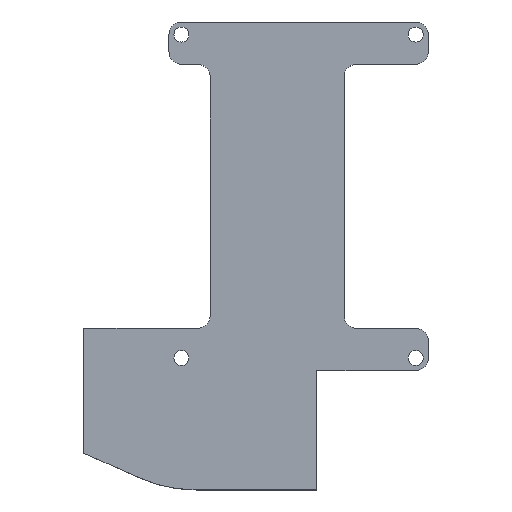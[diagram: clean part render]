
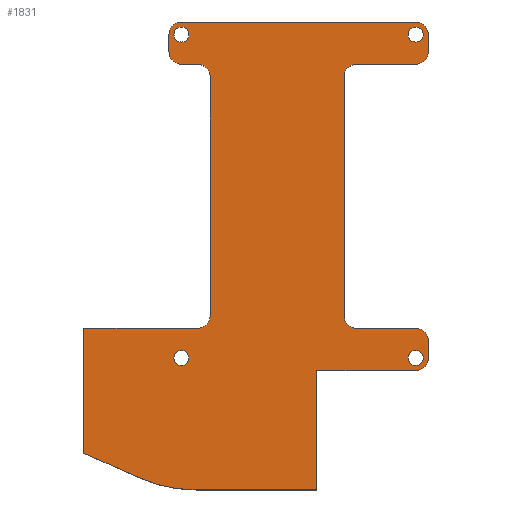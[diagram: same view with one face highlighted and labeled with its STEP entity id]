
A CAD part, top view. The second image highlights one B-rep face of the part: STEP entity #1831.
In plain terms, the highlighted planar face has unit normal (0, 0, 1).
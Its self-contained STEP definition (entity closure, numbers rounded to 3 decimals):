
#19=FACE_BOUND('',#271,.T.);
#20=FACE_BOUND('',#272,.T.);
#21=FACE_BOUND('',#273,.T.);
#22=FACE_BOUND('',#274,.T.);
#84=PLANE('',#2000);
#175=FACE_OUTER_BOUND('',#270,.T.);
#270=EDGE_LOOP('',(#1682,#1683,#1684,#1685,#1686,#1687,#1688,#1689,#1690,
#1691,#1692,#1693,#1694,#1695,#1696,#1697,#1698,#1699,#1700,#1701,#1702,
#1703,#1704,#1705,#1706,#1707));
#271=EDGE_LOOP('',(#1708));
#272=EDGE_LOOP('',(#1709));
#273=EDGE_LOOP('',(#1710));
#274=EDGE_LOOP('',(#1711));
#293=LINE('',#2584,#494);
#298=LINE('',#2595,#499);
#300=LINE('',#2600,#501);
#304=LINE('',#2610,#505);
#308=LINE('',#2619,#509);
#311=LINE('',#2627,#512);
#315=LINE('',#2637,#516);
#324=LINE('',#2678,#525);
#467=LINE('',#3029,#668);
#468=LINE('',#3031,#669);
#469=LINE('',#3033,#670);
#470=LINE('',#3036,#671);
#472=LINE('',#3039,#673);
#473=LINE('',#3042,#674);
#475=LINE('',#3045,#676);
#494=VECTOR('',#2057,10.);
#499=VECTOR('',#2068,10.);
#501=VECTOR('',#2072,10.);
#505=VECTOR('',#2082,10.);
#509=VECTOR('',#2092,10.);
#512=VECTOR('',#2101,10.);
#516=VECTOR('',#2111,10.);
#525=VECTOR('',#2156,10.);
#668=VECTOR('',#2491,10.);
#669=VECTOR('',#2494,10.);
#670=VECTOR('',#2497,10.);
#671=VECTOR('',#2500,10.);
#673=VECTOR('',#2504,10.);
#674=VECTOR('',#2507,10.);
#676=VECTOR('',#2511,10.);
#677=CIRCLE('',#1847,2.25);
#692=CIRCLE('',#1865,2.25);
#693=CIRCLE('',#1869,2.25);
#694=CIRCLE('',#1872,2.25);
#695=CIRCLE('',#1875,2.25);
#696=CIRCLE('',#1878,2.25);
#697=CIRCLE('',#1881,2.25);
#698=CIRCLE('',#1883,1.35);
#700=CIRCLE('',#1886,1.35);
#702=CIRCLE('',#1889,1.35);
#704=CIRCLE('',#1892,1.35);
#706=CIRCLE('',#1895,25.);
#736=CIRCLE('',#1983,2.25);
#738=CIRCLE('',#1987,2.25);
#740=CIRCLE('',#1991,2.25);
#741=VERTEX_POINT('',#2516);
#742=VERTEX_POINT('',#2517);
#773=VERTEX_POINT('',#2583);
#774=VERTEX_POINT('',#2587);
#775=VERTEX_POINT('',#2588);
#776=VERTEX_POINT('',#2593);
#777=VERTEX_POINT('',#2597);
#778=VERTEX_POINT('',#2599);
#779=VERTEX_POINT('',#2603);
#780=VERTEX_POINT('',#2604);
#781=VERTEX_POINT('',#2609);
#782=VERTEX_POINT('',#2613);
#783=VERTEX_POINT('',#2617);
#784=VERTEX_POINT('',#2621);
#785=VERTEX_POINT('',#2625);
#786=VERTEX_POINT('',#2629);
#787=VERTEX_POINT('',#2631);
#788=VERTEX_POINT('',#2635);
#789=VERTEX_POINT('',#2641);
#791=VERTEX_POINT('',#2647);
#793=VERTEX_POINT('',#2653);
#795=VERTEX_POINT('',#2659);
#797=VERTEX_POINT('',#2665);
#798=VERTEX_POINT('',#2666);
#802=VERTEX_POINT('',#2676);
#910=VERTEX_POINT('',#3008);
#912=VERTEX_POINT('',#3016);
#914=VERTEX_POINT('',#3024);
#915=VERTEX_POINT('',#3035);
#916=VERTEX_POINT('',#3041);
#917=EDGE_CURVE('',#741,#742,#677,.T.);
#950=EDGE_CURVE('',#773,#742,#293,.T.);
#952=EDGE_CURVE('',#774,#775,#692,.T.);
#956=EDGE_CURVE('',#774,#776,#298,.T.);
#958=EDGE_CURVE('',#778,#777,#300,.T.);
#960=EDGE_CURVE('',#779,#780,#693,.T.);
#963=EDGE_CURVE('',#781,#780,#304,.T.);
#966=EDGE_CURVE('',#782,#776,#694,.T.);
#968=EDGE_CURVE('',#782,#783,#308,.T.);
#970=EDGE_CURVE('',#784,#783,#695,.T.);
#972=EDGE_CURVE('',#784,#785,#311,.T.);
#974=EDGE_CURVE('',#786,#787,#696,.T.);
#977=EDGE_CURVE('',#786,#788,#315,.T.);
#978=EDGE_CURVE('',#781,#788,#697,.T.);
#979=EDGE_CURVE('',#789,#789,#698,.T.);
#982=EDGE_CURVE('',#791,#791,#700,.T.);
#985=EDGE_CURVE('',#793,#793,#702,.T.);
#988=EDGE_CURVE('',#795,#795,#704,.T.);
#991=EDGE_CURVE('',#797,#798,#706,.T.);
#997=EDGE_CURVE('',#797,#802,#324,.T.);
#1163=EDGE_CURVE('',#773,#910,#736,.T.);
#1167=EDGE_CURVE('',#778,#912,#738,.T.);
#1172=EDGE_CURVE('',#914,#777,#740,.T.);
#1173=EDGE_CURVE('',#914,#775,#467,.T.);
#1174=EDGE_CURVE('',#779,#912,#468,.T.);
#1175=EDGE_CURVE('',#741,#787,#469,.T.);
#1176=EDGE_CURVE('',#915,#910,#470,.T.);
#1178=EDGE_CURVE('',#802,#915,#472,.T.);
#1179=EDGE_CURVE('',#916,#798,#473,.T.);
#1181=EDGE_CURVE('',#785,#916,#475,.T.);
#1682=ORIENTED_EDGE('',*,*,#917,.F.);
#1683=ORIENTED_EDGE('',*,*,#1175,.T.);
#1684=ORIENTED_EDGE('',*,*,#974,.F.);
#1685=ORIENTED_EDGE('',*,*,#977,.T.);
#1686=ORIENTED_EDGE('',*,*,#978,.F.);
#1687=ORIENTED_EDGE('',*,*,#963,.T.);
#1688=ORIENTED_EDGE('',*,*,#960,.F.);
#1689=ORIENTED_EDGE('',*,*,#1174,.T.);
#1690=ORIENTED_EDGE('',*,*,#1167,.F.);
#1691=ORIENTED_EDGE('',*,*,#958,.T.);
#1692=ORIENTED_EDGE('',*,*,#1172,.F.);
#1693=ORIENTED_EDGE('',*,*,#1173,.T.);
#1694=ORIENTED_EDGE('',*,*,#952,.F.);
#1695=ORIENTED_EDGE('',*,*,#956,.T.);
#1696=ORIENTED_EDGE('',*,*,#966,.F.);
#1697=ORIENTED_EDGE('',*,*,#968,.T.);
#1698=ORIENTED_EDGE('',*,*,#970,.F.);
#1699=ORIENTED_EDGE('',*,*,#972,.T.);
#1700=ORIENTED_EDGE('',*,*,#1181,.T.);
#1701=ORIENTED_EDGE('',*,*,#1179,.T.);
#1702=ORIENTED_EDGE('',*,*,#991,.F.);
#1703=ORIENTED_EDGE('',*,*,#997,.T.);
#1704=ORIENTED_EDGE('',*,*,#1178,.T.);
#1705=ORIENTED_EDGE('',*,*,#1176,.T.);
#1706=ORIENTED_EDGE('',*,*,#1163,.F.);
#1707=ORIENTED_EDGE('',*,*,#950,.T.);
#1708=ORIENTED_EDGE('',*,*,#979,.T.);
#1709=ORIENTED_EDGE('',*,*,#982,.T.);
#1710=ORIENTED_EDGE('',*,*,#985,.T.);
#1711=ORIENTED_EDGE('',*,*,#988,.T.);
#1831=ADVANCED_FACE('',(#175,#19,#20,#21,#22),#84,.T.);
#1847=AXIS2_PLACEMENT_3D('',#2518,#2005,#2006);
#1865=AXIS2_PLACEMENT_3D('',#2589,#2061,#2062);
#1869=AXIS2_PLACEMENT_3D('',#2605,#2076,#2077);
#1872=AXIS2_PLACEMENT_3D('',#2615,#2087,#2088);
#1875=AXIS2_PLACEMENT_3D('',#2623,#2096,#2097);
#1878=AXIS2_PLACEMENT_3D('',#2632,#2105,#2106);
#1881=AXIS2_PLACEMENT_3D('',#2639,#2114,#2115);
#1883=AXIS2_PLACEMENT_3D('',#2642,#2118,#2119);
#1886=AXIS2_PLACEMENT_3D('',#2648,#2125,#2126);
#1889=AXIS2_PLACEMENT_3D('',#2654,#2132,#2133);
#1892=AXIS2_PLACEMENT_3D('',#2660,#2139,#2140);
#1895=AXIS2_PLACEMENT_3D('',#2667,#2146,#2147);
#1983=AXIS2_PLACEMENT_3D('',#3009,#2464,#2465);
#1987=AXIS2_PLACEMENT_3D('',#3017,#2474,#2475);
#1991=AXIS2_PLACEMENT_3D('',#3026,#2485,#2486);
#2000=AXIS2_PLACEMENT_3D('',#3046,#2512,#2513);
#2005=DIRECTION('center_axis',(0.,0.,-1.));
#2006=DIRECTION('ref_axis',(0.707,0.707,0.));
#2057=DIRECTION('',(0.,1.,0.));
#2061=DIRECTION('center_axis',(0.,0.,-1.));
#2062=DIRECTION('ref_axis',(-0.707,-0.707,0.));
#2068=DIRECTION('',(1.,0.,0.));
#2072=DIRECTION('',(-1.,0.,0.));
#2076=DIRECTION('center_axis',(0.,0.,-1.));
#2077=DIRECTION('ref_axis',(0.707,-0.707,0.));
#2082=DIRECTION('',(1.,0.,0.));
#2087=DIRECTION('center_axis',(0.,0.,1.));
#2088=DIRECTION('ref_axis',(0.707,0.707,0.));
#2092=DIRECTION('',(0.,-1.,0.));
#2096=DIRECTION('center_axis',(0.,0.,1.));
#2097=DIRECTION('ref_axis',(0.707,-0.707,0.));
#2101=DIRECTION('',(-1.,0.,0.));
#2105=DIRECTION('center_axis',(0.,0.,1.));
#2106=DIRECTION('ref_axis',(-0.707,-0.707,0.));
#2111=DIRECTION('',(0.,1.,0.));
#2114=DIRECTION('center_axis',(0.,0.,1.));
#2115=DIRECTION('ref_axis',(-0.707,0.707,0.));
#2118=DIRECTION('center_axis',(0.,0.,-1.));
#2119=DIRECTION('ref_axis',(1.,0.,0.));
#2125=DIRECTION('center_axis',(0.,0.,-1.));
#2126=DIRECTION('ref_axis',(1.,0.,0.));
#2132=DIRECTION('center_axis',(0.,0.,-1.));
#2133=DIRECTION('ref_axis',(1.,0.,0.));
#2139=DIRECTION('center_axis',(0.,0.,-1.));
#2140=DIRECTION('ref_axis',(1.,0.,0.));
#2146=DIRECTION('center_axis',(0.,0.,-1.));
#2147=DIRECTION('ref_axis',(-0.208,-0.978,0.));
#2156=DIRECTION('',(1.,0.,0.));
#2464=DIRECTION('center_axis',(0.,0.,-1.));
#2465=DIRECTION('ref_axis',(0.707,-0.707,0.));
#2474=DIRECTION('center_axis',(0.,0.,-1.));
#2475=DIRECTION('ref_axis',(0.707,0.707,0.));
#2485=DIRECTION('center_axis',(0.,0.,-1.));
#2486=DIRECTION('ref_axis',(-0.707,0.707,0.));
#2491=DIRECTION('',(0.,-1.,0.));
#2494=DIRECTION('',(0.,1.,0.));
#2497=DIRECTION('',(-1.,0.,0.));
#2500=DIRECTION('',(1.,0.,0.));
#2504=DIRECTION('',(0.,1.,0.));
#2507=DIRECTION('',(0.914,-0.407,0.));
#2511=DIRECTION('',(0.,-1.,0.));
#2512=DIRECTION('center_axis',(0.,0.,1.));
#2513=DIRECTION('ref_axis',(1.,0.,0.));
#2516=CARTESIAN_POINT('',(21.,-23.665,2.));
#2517=CARTESIAN_POINT('',(23.25,-25.915,2.));
#2518=CARTESIAN_POINT('Origin',(21.,-25.915,2.));
#2583=CARTESIAN_POINT('',(23.25,-29.,2.));
#2584=CARTESIAN_POINT('',(23.25,-23.665,2.));
#2587=CARTESIAN_POINT('',(-21.,23.665,2.));
#2588=CARTESIAN_POINT('',(-23.25,25.915,2.));
#2589=CARTESIAN_POINT('Origin',(-21.,25.915,2.));
#2593=CARTESIAN_POINT('',(-18.103,23.665,2.));
#2595=CARTESIAN_POINT('',(-23.25,23.665,2.));
#2597=CARTESIAN_POINT('',(-21.,31.25,2.));
#2599=CARTESIAN_POINT('',(21.,31.25,2.));
#2600=CARTESIAN_POINT('',(8.147,31.25,2.));
#2603=CARTESIAN_POINT('',(23.25,25.915,2.));
#2604=CARTESIAN_POINT('',(21.,23.665,2.));
#2605=CARTESIAN_POINT('Origin',(21.,25.915,2.));
#2609=CARTESIAN_POINT('',(10.397,23.665,2.));
#2610=CARTESIAN_POINT('',(23.25,23.665,2.));
#2613=CARTESIAN_POINT('',(-15.853,21.415,2.));
#2615=CARTESIAN_POINT('Origin',(-18.103,21.415,2.));
#2617=CARTESIAN_POINT('',(-15.853,-21.415,2.));
#2619=CARTESIAN_POINT('',(-15.853,-23.665,2.));
#2621=CARTESIAN_POINT('',(-18.103,-23.665,2.));
#2623=CARTESIAN_POINT('Origin',(-18.103,-21.415,2.));
#2625=CARTESIAN_POINT('',(-38.521,-23.665,2.));
#2627=CARTESIAN_POINT('',(-15.853,-23.665,2.));
#2629=CARTESIAN_POINT('',(8.147,-21.415,2.));
#2631=CARTESIAN_POINT('',(10.397,-23.665,2.));
#2632=CARTESIAN_POINT('Origin',(10.397,-21.415,2.));
#2635=CARTESIAN_POINT('',(8.147,21.415,2.));
#2637=CARTESIAN_POINT('',(8.147,23.665,2.));
#2639=CARTESIAN_POINT('Origin',(10.397,21.415,2.));
#2641=CARTESIAN_POINT('',(19.65,29.,2.));
#2642=CARTESIAN_POINT('Origin',(21.,29.,2.));
#2647=CARTESIAN_POINT('',(-22.35,-29.,2.));
#2648=CARTESIAN_POINT('Origin',(-21.,-29.,2.));
#2653=CARTESIAN_POINT('',(19.65,-29.,2.));
#2654=CARTESIAN_POINT('Origin',(21.,-29.,2.));
#2659=CARTESIAN_POINT('',(-22.35,29.,2.));
#2660=CARTESIAN_POINT('Origin',(-21.,29.,2.));
#2665=CARTESIAN_POINT('',(-18.379,-52.65,2.));
#2666=CARTESIAN_POINT('',(-28.545,-50.49,2.));
#2667=CARTESIAN_POINT('Origin',(-18.379,-27.65,2.));
#2676=CARTESIAN_POINT('',(3.25,-52.65,2.));
#2678=CARTESIAN_POINT('',(3.25,-52.65,2.));
#3008=CARTESIAN_POINT('',(21.,-31.25,2.));
#3009=CARTESIAN_POINT('Origin',(21.,-29.,2.));
#3016=CARTESIAN_POINT('',(23.25,29.,2.));
#3017=CARTESIAN_POINT('Origin',(21.,29.,2.));
#3024=CARTESIAN_POINT('',(-23.25,29.,2.));
#3026=CARTESIAN_POINT('Origin',(-21.,29.,2.));
#3029=CARTESIAN_POINT('',(-23.25,31.25,2.));
#3031=CARTESIAN_POINT('',(23.25,31.25,2.));
#3033=CARTESIAN_POINT('',(8.147,-23.665,2.));
#3035=CARTESIAN_POINT('',(3.25,-31.25,2.));
#3036=CARTESIAN_POINT('',(8.147,-31.25,2.));
#3039=CARTESIAN_POINT('',(3.25,-32.65,2.));
#3041=CARTESIAN_POINT('',(-38.521,-46.05,2.));
#3042=CARTESIAN_POINT('',(-23.692,-52.65,2.));
#3045=CARTESIAN_POINT('',(-38.521,-23.665,2.));
#3046=CARTESIAN_POINT('Origin',(-7.635,-10.7,2.));
